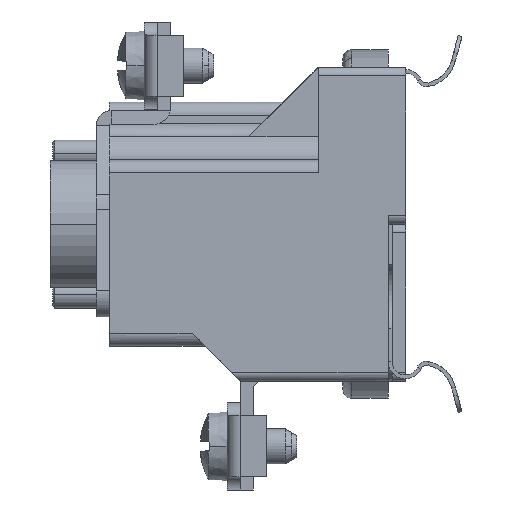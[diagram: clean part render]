
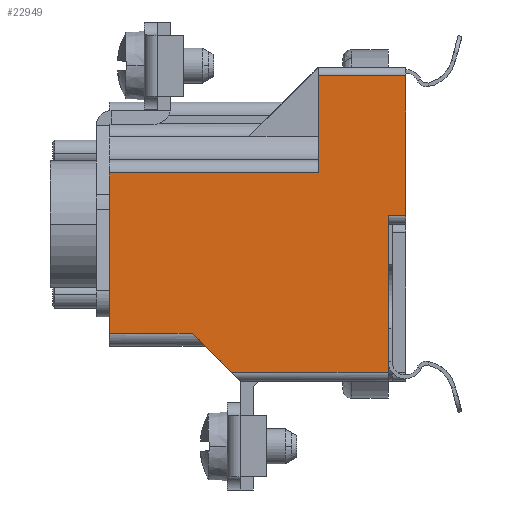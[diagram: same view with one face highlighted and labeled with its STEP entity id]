
A CAD part, left-side view. The second image highlights one B-rep face of the part: STEP entity #22949.
In plain terms, the highlighted planar face has unit normal (-1, 0, 0).
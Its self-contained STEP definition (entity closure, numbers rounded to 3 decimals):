
#15442=DIRECTION('',(0.,0.,1.));
#15443=VECTOR('',#15442,18.);
#15444=CARTESIAN_POINT('',(-40.4,2.,-17.));
#15445=LINE('',#15444,#15443);
#17343=DIRECTION('',(0.,0.,-1.));
#17344=VECTOR('',#17343,11.14);
#17345=CARTESIAN_POINT('',(-40.4,10.,17.));
#17346=LINE('',#17345,#17344);
#17372=DIRECTION('',(0.,0.707,0.707));
#17373=VECTOR('',#17372,6.364);
#17374=CARTESIAN_POINT('',(-40.4,20.,-17.));
#17375=LINE('',#17374,#17373);
#17376=DIRECTION('',(0.,0.,1.));
#17377=VECTOR('',#17376,18.36);
#17378=CARTESIAN_POINT('',(-40.4,34.,-12.5));
#17379=LINE('',#17378,#17377);
#17384=DIRECTION('',(0.,-1.,0.));
#17385=VECTOR('',#17384,2.);
#17386=CARTESIAN_POINT('',(-40.4,2.,1.));
#17387=LINE('',#17386,#17385);
#17407=DIRECTION('',(0.,0.,1.));
#17408=VECTOR('',#17407,16.);
#17409=CARTESIAN_POINT('',(-40.4,0.,1.));
#17410=LINE('',#17409,#17408);
#17472=DIRECTION('',(0.,1.,0.));
#17473=VECTOR('',#17472,10.);
#17474=CARTESIAN_POINT('',(-40.4,0.,17.));
#17475=LINE('',#17474,#17473);
#17976=DIRECTION('',(0.,-1.,0.));
#17977=VECTOR('',#17976,18.);
#17978=CARTESIAN_POINT('',(-40.4,20.,-17.));
#17979=LINE('',#17978,#17977);
#18123=DIRECTION('',(0.,-1.,0.));
#18124=VECTOR('',#18123,9.5);
#18125=CARTESIAN_POINT('',(-40.4,34.,-12.5));
#18126=LINE('',#18125,#18124);
#18157=DIRECTION('',(0.,1.,0.));
#18158=VECTOR('',#18157,24.);
#18159=CARTESIAN_POINT('',(-40.4,10.,5.86));
#18160=LINE('',#18159,#18158);
#19337=CARTESIAN_POINT('',(-40.4,2.,-17.));
#19338=VERTEX_POINT('',#19337);
#19339=CARTESIAN_POINT('',(-40.4,2.,1.));
#19340=VERTEX_POINT('',#19339);
#19565=CARTESIAN_POINT('',(-40.4,34.,5.86));
#19566=VERTEX_POINT('',#19565);
#19567=CARTESIAN_POINT('',(-40.4,34.,-12.5));
#19568=VERTEX_POINT('',#19567);
#20051=CARTESIAN_POINT('',(-40.4,10.,17.));
#20052=CARTESIAN_POINT('',(-40.4,10.,5.86));
#20053=VERTEX_POINT('',#20051);
#20054=VERTEX_POINT('',#20052);
#20063=CARTESIAN_POINT('',(-40.4,0.,1.));
#20064=VERTEX_POINT('',#20063);
#20065=CARTESIAN_POINT('',(-40.4,20.,-17.));
#20066=VERTEX_POINT('',#20065);
#20067=CARTESIAN_POINT('',(-40.4,24.5,-12.5));
#20068=VERTEX_POINT('',#20067);
#20069=CARTESIAN_POINT('',(-40.4,0.,17.));
#20070=VERTEX_POINT('',#20069);
#22925=CARTESIAN_POINT('',(-40.4,0.,-18.));
#22926=DIRECTION('',(-1.,0.,0.));
#22927=DIRECTION('',(0.,0.,1.));
#22928=AXIS2_PLACEMENT_3D('',#22925,#22926,#22927);
#22929=PLANE('',#22928);
#22931=ORIENTED_EDGE('',*,*,#22930,.F.);
#22932=ORIENTED_EDGE('',*,*,#20439,.F.);
#22934=ORIENTED_EDGE('',*,*,#22933,.F.);
#22936=ORIENTED_EDGE('',*,*,#22935,.T.);
#22938=ORIENTED_EDGE('',*,*,#22937,.F.);
#22939=ORIENTED_EDGE('',*,*,#20866,.T.);
#22941=ORIENTED_EDGE('',*,*,#22940,.F.);
#22942=ORIENTED_EDGE('',*,*,#22897,.F.);
#22944=ORIENTED_EDGE('',*,*,#22943,.F.);
#22946=ORIENTED_EDGE('',*,*,#22945,.F.);
#22947=EDGE_LOOP('',(#22931,#22932,#22934,#22936,#22938,#22939,#22941,#22942,
#22944,#22946));
#22948=FACE_OUTER_BOUND('',#22947,.F.);
#20439=EDGE_CURVE('',#19338,#19340,#15445,.T.);
#20866=EDGE_CURVE('',#19568,#19566,#17379,.T.);
#22897=EDGE_CURVE('',#20053,#20054,#17346,.T.);
#22930=EDGE_CURVE('',#19340,#20064,#17387,.T.);
#22933=EDGE_CURVE('',#20066,#19338,#17979,.T.);
#22935=EDGE_CURVE('',#20066,#20068,#17375,.T.);
#22937=EDGE_CURVE('',#19568,#20068,#18126,.T.);
#22940=EDGE_CURVE('',#20054,#19566,#18160,.T.);
#22943=EDGE_CURVE('',#20070,#20053,#17475,.T.);
#22945=EDGE_CURVE('',#20064,#20070,#17410,.T.);
#22949=ADVANCED_FACE('',(#22948),#22929,.T.);
